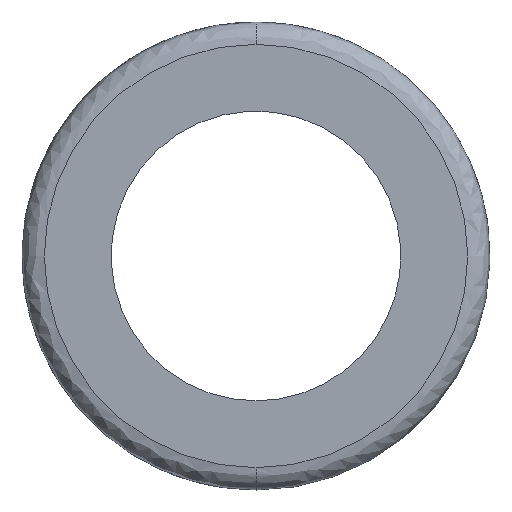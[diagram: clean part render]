
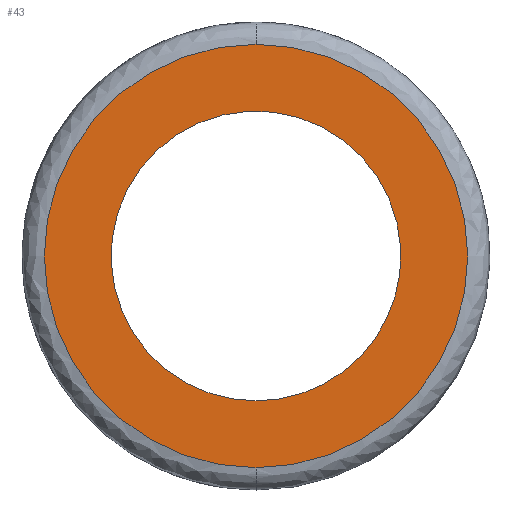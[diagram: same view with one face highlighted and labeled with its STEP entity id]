
A CAD part, front view. The second image highlights one B-rep face of the part: STEP entity #43.
In plain terms, the highlighted planar face has unit normal (0, -1, 0).
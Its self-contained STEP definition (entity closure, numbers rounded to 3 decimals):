
#43=ADVANCED_FACE('',(#90,#91),#89,.F.);
#89=PLANE('',#241);
#90=FACE_OUTER_BOUND('',#242,.T.);
#91=FACE_BOUND('',#243,.T.);
#238=CARTESIAN_POINT('',(-19.745,0.,-21.85));
#239=DIRECTION('',(0.,1.,0.));
#240=DIRECTION('',(0.,0.,1.));
#241=AXIS2_PLACEMENT_3D('',#238,#239,#240);
#242=EDGE_LOOP('',(#406,#407));
#243=EDGE_LOOP('',(#408,#409,#410));
#406=ORIENTED_EDGE('',*,*,#500,.T.);
#407=ORIENTED_EDGE('',*,*,#501,.T.);
#408=ORIENTED_EDGE('',*,*,#502,.F.);
#409=ORIENTED_EDGE('',*,*,#503,.F.);
#410=ORIENTED_EDGE('',*,*,#504,.F.);
#500=EDGE_CURVE('',#655,#656,#657,.T.);
#501=EDGE_CURVE('',#656,#655,#663,.T.);
#502=EDGE_CURVE('',#669,#670,#671,.T.);
#503=EDGE_CURVE('',#677,#669,#678,.T.);
#504=EDGE_CURVE('',#670,#677,#684,.T.);
#655=VERTEX_POINT('',#936);
#656=VERTEX_POINT('',#937);
#657=CIRCLE('',#941,9.5);
#663=CIRCLE('',#945,9.5);
#669=VERTEX_POINT('',#946);
#670=VERTEX_POINT('',#947);
#671=CIRCLE('',#951,6.5);
#677=VERTEX_POINT('',#952);
#678=CIRCLE('',#956,6.5);
#684=CIRCLE('',#960,6.5);
#936=CARTESIAN_POINT('',(0.,0.,9.5));
#937=CARTESIAN_POINT('',(0.,0.,-9.5));
#938=CARTESIAN_POINT('',(0.,0.,0.));
#939=DIRECTION('',(0.,-1.,0.));
#940=DIRECTION('',(0.,0.,1.));
#941=AXIS2_PLACEMENT_3D('',#938,#939,#940);
#942=CARTESIAN_POINT('',(0.,0.,0.));
#943=DIRECTION('',(0.,-1.,0.));
#944=DIRECTION('',(0.,0.,1.));
#945=AXIS2_PLACEMENT_3D('',#942,#943,#944);
#946=CARTESIAN_POINT('',(-6.455,0.,0.767));
#947=CARTESIAN_POINT('',(0.,0.,-6.5));
#948=CARTESIAN_POINT('',(0.,0.,0.));
#949=DIRECTION('',(0.,-1.,0.));
#950=DIRECTION('',(0.,0.,-1.));
#951=AXIS2_PLACEMENT_3D('',#948,#949,#950);
#952=CARTESIAN_POINT('',(6.454,0.,-0.768));
#953=CARTESIAN_POINT('',(0.,0.,0.));
#954=DIRECTION('',(0.,-1.,0.));
#955=DIRECTION('',(0.,0.,-1.));
#956=AXIS2_PLACEMENT_3D('',#953,#954,#955);
#957=CARTESIAN_POINT('',(0.,0.,0.));
#958=DIRECTION('',(0.,-1.,0.));
#959=DIRECTION('',(0.,0.,-1.));
#960=AXIS2_PLACEMENT_3D('',#957,#958,#959);
